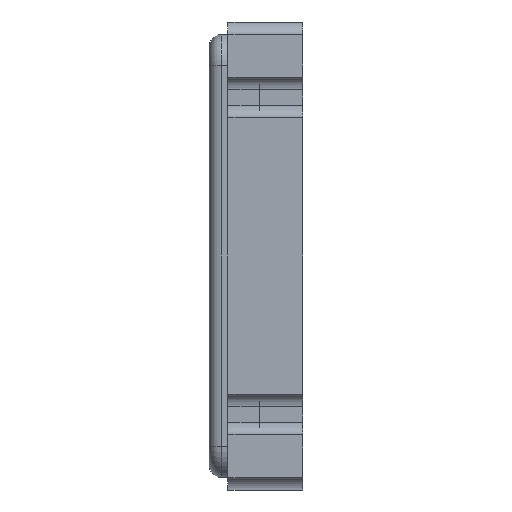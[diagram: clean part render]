
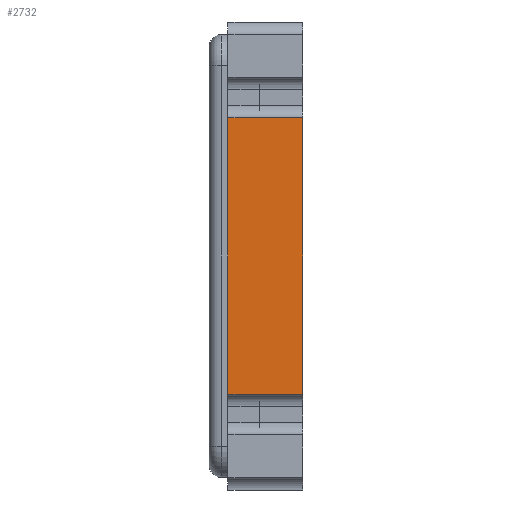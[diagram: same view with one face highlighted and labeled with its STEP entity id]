
A CAD part, left-side view. The second image highlights one B-rep face of the part: STEP entity #2732.
In plain terms, the highlighted planar face has unit normal (-1, 0, 0).
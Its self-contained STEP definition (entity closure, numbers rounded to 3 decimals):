
#138 = VERTEX_POINT ( 'NONE', #1880 ) ;
#180 = ORIENTED_EDGE ( 'NONE', *, *, #3185, .T. ) ;
#255 = PLANE ( 'NONE',  #3457 ) ;
#349 = VECTOR ( 'NONE', #2639, 1000. ) ;
#445 = LINE ( 'NONE', #1798, #349 ) ;
#472 = EDGE_CURVE ( 'NONE', #3152, #1662, #1743, .T. ) ;
#485 = ORIENTED_EDGE ( 'NONE', *, *, #2430, .F. ) ;
#624 = DIRECTION ( 'NONE',  ( 0., 0., -1. ) ) ;
#873 = CARTESIAN_POINT ( 'NONE',  ( -2.6, 1.2, 3.75 ) ) ;
#908 = VECTOR ( 'NONE', #1901, 1000. ) ;
#983 = VECTOR ( 'NONE', #1624, 1000. ) ;
#1136 = CARTESIAN_POINT ( 'NONE',  ( -2.6, 1.2, 2.215 ) ) ;
#1435 = EDGE_CURVE ( 'NONE', #138, #2191, #1658, .T. ) ;
#1519 = DIRECTION ( 'NONE',  ( 0., 0., 1. ) ) ;
#1624 = DIRECTION ( 'NONE',  ( 0., -1., 0. ) ) ;
#1647 = ORIENTED_EDGE ( 'NONE', *, *, #1435, .T. ) ;
#1658 = LINE ( 'NONE', #3024, #983 ) ;
#1662 = VERTEX_POINT ( 'NONE', #1136 ) ;
#1702 = FACE_OUTER_BOUND ( 'NONE', #1739, .T. ) ;
#1739 = EDGE_LOOP ( 'NONE', ( #485, #1647, #180, #3202 ) ) ;
#1743 = LINE ( 'NONE', #2095, #908 ) ;
#1769 = VECTOR ( 'NONE', #1519, 1000. ) ;
#1798 = CARTESIAN_POINT ( 'NONE',  ( -2.6, 1.2, 3.75 ) ) ;
#1804 = LINE ( 'NONE', #2308, #1769 ) ;
#1880 = CARTESIAN_POINT ( 'NONE',  ( -2.6, 1.2, -2.215 ) ) ;
#1901 = DIRECTION ( 'NONE',  ( 0., 1., 0. ) ) ;
#1984 = CARTESIAN_POINT ( 'NONE',  ( -2.6, 0., 2.215 ) ) ;
#2095 = CARTESIAN_POINT ( 'NONE',  ( -2.6, 1.5, 2.215 ) ) ;
#2158 = CARTESIAN_POINT ( 'NONE',  ( -2.6, 0., -2.215 ) ) ;
#2191 = VERTEX_POINT ( 'NONE', #2158 ) ;
#2308 = CARTESIAN_POINT ( 'NONE',  ( -2.6, 0., 3.75 ) ) ;
#2430 = EDGE_CURVE ( 'NONE', #138, #1662, #445, .T. ) ;
#2639 = DIRECTION ( 'NONE',  ( 0., 0., 1. ) ) ;
#2732 = ADVANCED_FACE ( 'NONE', ( #1702 ), #255, .F. ) ;
#3024 = CARTESIAN_POINT ( 'NONE',  ( -2.6, 1.5, -2.215 ) ) ;
#3052 = DIRECTION ( 'NONE',  ( 1., 0., 0. ) ) ;
#3152 = VERTEX_POINT ( 'NONE', #1984 ) ;
#3185 = EDGE_CURVE ( 'NONE', #2191, #3152, #1804, .T. ) ;
#3202 = ORIENTED_EDGE ( 'NONE', *, *, #472, .T. ) ;
#3457 = AXIS2_PLACEMENT_3D ( 'NONE', #873, #3052, #624 ) ;
